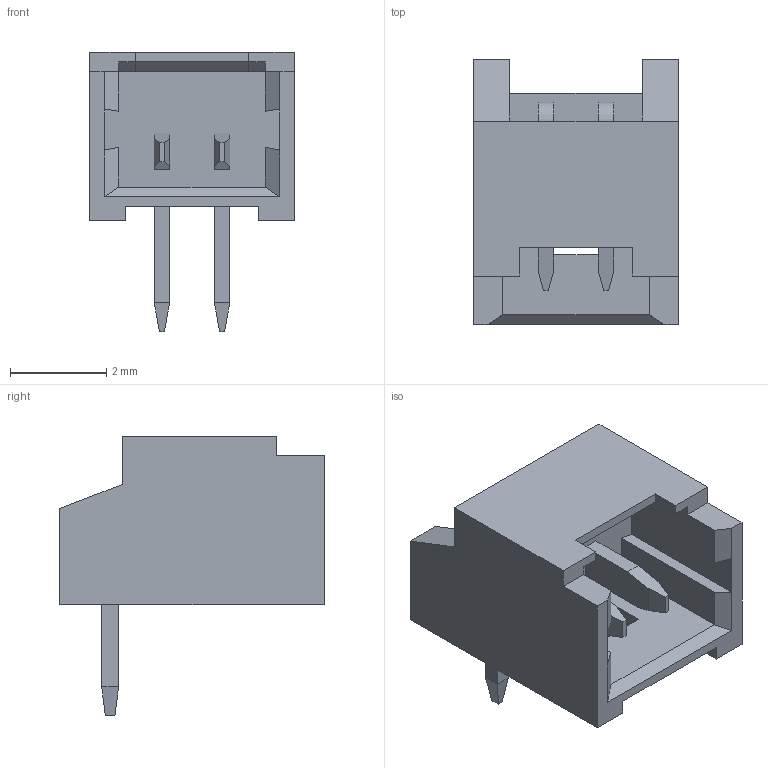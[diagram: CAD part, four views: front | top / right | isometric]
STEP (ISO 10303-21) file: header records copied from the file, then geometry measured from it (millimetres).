
FILE_DESCRIPTION(/* description */ ('STEP AP214'),/* implementation_level */ '2;1');
FILE_NAME(/* name */ 'psolqas_1392_0',/* time_stamp */ '2022-05-10T10:03:45+02:00',/* author */ ('License CC BY-ND 4.0'),/* organization */ ('CADENAS'),/* preprocessor_version */ 'ST-DEVELOPER v18.102',/* originating_system */ 'PARTsolutions',/* authorisation */ ' ');
FILE_SCHEMA (('AUTOMOTIVE_DESIGN {1 0 10303 214 3 1 1}'));
Length unit declared in the file: metre
Products named in the file (1): 530480260wbm000_01
Bounding box: 4.25 x 5.5 x 5.8 mm (x, y, z)
Volume: 40.5 mm3; surface area: 153.1 mm2
Topology: 1 solids, 1 shells, 90 faces, 238 edges, 154 vertices
Faces by surface type: plane 88, cylinder 2
Entity records: 2749 total; most frequent: CARTESIAN_POINT 483, ORIENTED_EDGE 476, DIRECTION 424, EDGE_CURVE 238, LINE 234, VECTOR 234, VERTEX_POINT 154, EDGE_LOOP 96
